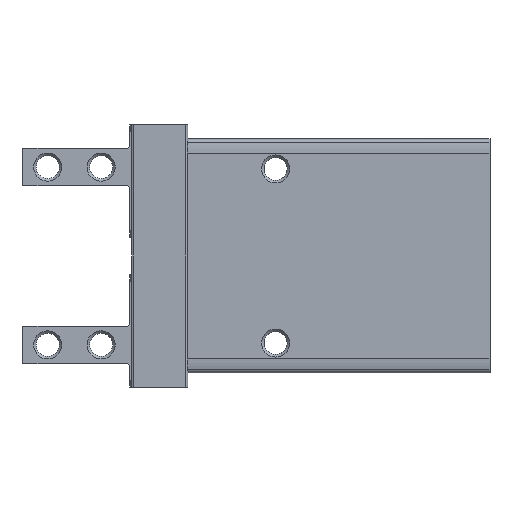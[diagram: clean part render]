
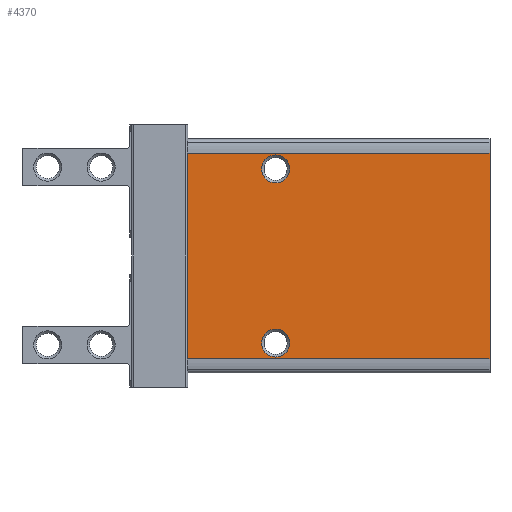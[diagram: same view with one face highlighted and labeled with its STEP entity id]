
A CAD part, left-side view. The second image highlights one B-rep face of the part: STEP entity #4370.
In plain terms, the highlighted face is planar.
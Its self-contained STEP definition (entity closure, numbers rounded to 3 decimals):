
#177=LINE('',#6738,#557);
#178=LINE('',#6746,#558);
#179=LINE('',#6748,#559);
#180=LINE('',#6750,#560);
#557=VECTOR('',#5298,1000.);
#558=VECTOR('',#5307,1000.);
#559=VECTOR('',#5308,1000.);
#560=VECTOR('',#5309,1000.);
#977=ORIENTED_EDGE('',*,*,#2240,.F.);
#978=ORIENTED_EDGE('',*,*,#2241,.F.);
#979=ORIENTED_EDGE('',*,*,#2242,.T.);
#980=ORIENTED_EDGE('',*,*,#2243,.F.);
#981=ORIENTED_EDGE('',*,*,#2244,.F.);
#982=ORIENTED_EDGE('',*,*,#2238,.T.);
#2238=EDGE_CURVE('',#2868,#2867,#177,.T.);
#2240=EDGE_CURVE('',#2869,#2869,#3286,.T.);
#2241=EDGE_CURVE('',#2870,#2870,#3287,.T.);
#2242=EDGE_CURVE('',#2867,#2871,#178,.T.);
#2243=EDGE_CURVE('',#2872,#2871,#179,.T.);
#2244=EDGE_CURVE('',#2868,#2872,#180,.T.);
#2867=VERTEX_POINT('',#6737);
#2868=VERTEX_POINT('',#6739);
#2869=VERTEX_POINT('',#6743);
#2870=VERTEX_POINT('',#6745);
#2871=VERTEX_POINT('',#6747);
#2872=VERTEX_POINT('',#6749);
#3286=CIRCLE('',#4701,1.5);
#3287=CIRCLE('',#4702,1.5);
#3524=EDGE_LOOP('',(#977));
#3525=EDGE_LOOP('',(#978));
#3526=EDGE_LOOP('',(#979,#980,#981,#982));
#3874=FACE_BOUND('',#3524,.T.);
#3875=FACE_BOUND('',#3525,.T.);
#3876=FACE_BOUND('',#3526,.T.);
#4216=PLANE('',#4700);
#4370=ADVANCED_FACE('',(#3874,#3875,#3876),#4216,.F.);
#4700=AXIS2_PLACEMENT_3D('',#6741,#5301,#5302);
#4701=AXIS2_PLACEMENT_3D('',#6742,#5303,#5304);
#4702=AXIS2_PLACEMENT_3D('',#6744,#5305,#5306);
#5298=DIRECTION('',(0.,-1.,0.));
#5301=DIRECTION('',(0.,0.,-1.));
#5302=DIRECTION('',(-1.,0.,0.));
#5303=DIRECTION('',(0.,0.,1.));
#5304=DIRECTION('',(1.,0.,0.));
#5305=DIRECTION('',(0.,0.,1.));
#5306=DIRECTION('',(1.,0.,0.));
#5307=DIRECTION('',(1.,0.,0.));
#5308=DIRECTION('',(0.,-1.,0.));
#5309=DIRECTION('',(1.,0.,0.));
#6737=CARTESIAN_POINT('',(-11.,0.,8.));
#6738=CARTESIAN_POINT('',(-11.,32.3,8.));
#6739=CARTESIAN_POINT('',(-11.,32.3,8.));
#6741=CARTESIAN_POINT('',(-11.,32.3,8.));
#6742=CARTESIAN_POINT('',(-9.3,22.9,8.));
#6743=CARTESIAN_POINT('',(-7.8,22.9,8.));
#6744=CARTESIAN_POINT('',(9.3,22.9,8.));
#6745=CARTESIAN_POINT('',(10.8,22.9,8.));
#6746=CARTESIAN_POINT('',(-11.,0.,8.));
#6747=CARTESIAN_POINT('',(11.,0.,8.));
#6748=CARTESIAN_POINT('',(11.,32.3,8.));
#6749=CARTESIAN_POINT('',(11.,32.3,8.));
#6750=CARTESIAN_POINT('',(-11.,32.3,8.));
